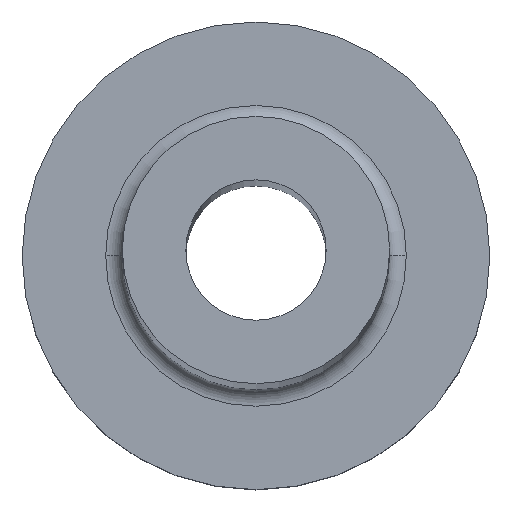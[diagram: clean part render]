
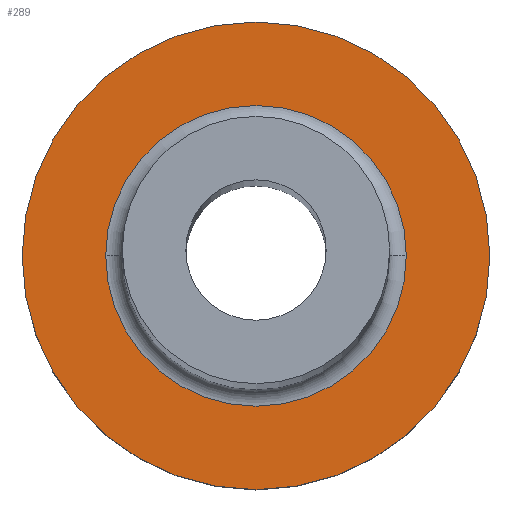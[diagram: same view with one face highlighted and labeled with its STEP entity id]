
A CAD part, top view. The second image highlights one B-rep face of the part: STEP entity #289.
In plain terms, the highlighted planar face has unit normal (0, 0, 1).
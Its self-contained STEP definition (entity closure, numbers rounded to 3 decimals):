
#3 = CIRCLE ( 'NONE', #110, 4.5 ) ;
#21 = DIRECTION ( 'NONE',  ( 1., 0., 0. ) ) ;
#52 = CIRCLE ( 'NONE', #266, 4.5 ) ;
#67 = CARTESIAN_POINT ( 'NONE',  ( 7., 0., 5. ) ) ;
#70 = PLANE ( 'NONE',  #297 ) ;
#72 = CIRCLE ( 'NONE', #119, 7. ) ;
#96 = VERTEX_POINT ( 'NONE', #351 ) ;
#100 = DIRECTION ( 'NONE',  ( 0., 0., 1. ) ) ;
#108 = ORIENTED_EDGE ( 'NONE', *, *, #240, .T. ) ;
#110 = AXIS2_PLACEMENT_3D ( 'NONE', #219, #215, #263 ) ;
#119 = AXIS2_PLACEMENT_3D ( 'NONE', #367, #175, #335 ) ;
#128 = DIRECTION ( 'NONE',  ( 1., 0., 0. ) ) ;
#134 = FACE_OUTER_BOUND ( 'NONE', #235, .T. ) ;
#139 = ORIENTED_EDGE ( 'NONE', *, *, #373, .T. ) ;
#165 = EDGE_LOOP ( 'NONE', ( #108, #272 ) ) ;
#171 = VERTEX_POINT ( 'NONE', #189 ) ;
#175 = DIRECTION ( 'NONE',  ( 0., 0., 1. ) ) ;
#189 = CARTESIAN_POINT ( 'NONE',  ( -7., 0., 5. ) ) ;
#199 = VERTEX_POINT ( 'NONE', #67 ) ;
#212 = EDGE_CURVE ( 'NONE', #330, #96, #3, .T. ) ;
#215 = DIRECTION ( 'NONE',  ( 0., 0., -1. ) ) ;
#219 = CARTESIAN_POINT ( 'NONE',  ( 0., 0., 5. ) ) ;
#224 = DIRECTION ( 'NONE',  ( 0., 0., 1. ) ) ;
#229 = AXIS2_PLACEMENT_3D ( 'NONE', #323, #224, #21 ) ;
#235 = EDGE_LOOP ( 'NONE', ( #139, #251 ) ) ;
#240 = EDGE_CURVE ( 'NONE', #96, #330, #52, .T. ) ;
#247 = CARTESIAN_POINT ( 'NONE',  ( 0., 0., 5. ) ) ;
#251 = ORIENTED_EDGE ( 'NONE', *, *, #321, .T. ) ;
#263 = DIRECTION ( 'NONE',  ( 1., 0., 0. ) ) ;
#266 = AXIS2_PLACEMENT_3D ( 'NONE', #247, #360, #128 ) ;
#272 = ORIENTED_EDGE ( 'NONE', *, *, #212, .T. ) ;
#289 = ADVANCED_FACE ( 'NONE', ( #353, #134 ), #70, .T. ) ;
#297 = AXIS2_PLACEMENT_3D ( 'NONE', #320, #100, #358 ) ;
#320 = CARTESIAN_POINT ( 'NONE',  ( 0., 0., 5. ) ) ;
#321 = EDGE_CURVE ( 'NONE', #199, #171, #379, .T. ) ;
#323 = CARTESIAN_POINT ( 'NONE',  ( 0., 0., 5. ) ) ;
#330 = VERTEX_POINT ( 'NONE', #362 ) ;
#335 = DIRECTION ( 'NONE',  ( 1., 0., 0. ) ) ;
#351 = CARTESIAN_POINT ( 'NONE',  ( 4.5, 0., 5. ) ) ;
#353 = FACE_BOUND ( 'NONE', #165, .T. ) ;
#358 = DIRECTION ( 'NONE',  ( 1., 0., 0. ) ) ;
#360 = DIRECTION ( 'NONE',  ( 0., 0., -1. ) ) ;
#362 = CARTESIAN_POINT ( 'NONE',  ( -4.5, 0., 5. ) ) ;
#367 = CARTESIAN_POINT ( 'NONE',  ( 0., 0., 5. ) ) ;
#373 = EDGE_CURVE ( 'NONE', #171, #199, #72, .T. ) ;
#379 = CIRCLE ( 'NONE', #229, 7. ) ;
